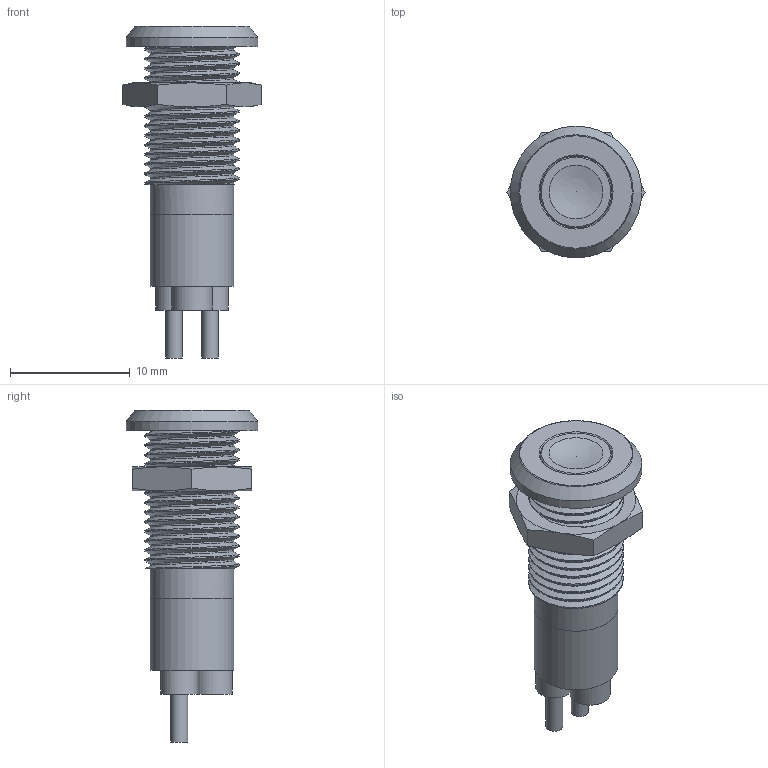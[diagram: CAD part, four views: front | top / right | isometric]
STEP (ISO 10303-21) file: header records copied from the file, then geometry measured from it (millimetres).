
FILE_DESCRIPTION(/* description */ (''),/* implementation_level */ '2;1');
FILE_NAME(/* name */ 'LED Mount v5.step',/* time_stamp */ '2023-03-23T15:00:12+11:00',/* author */ (''),/* organization */ (''),/* preprocessor_version */ 'ST-DEVELOPER v19.2',/* originating_system */ 'Autodesk Translation Framework v11.17.0.187',/* authorisation */ '');
FILE_SCHEMA (('AUTOMOTIVE_DESIGN { 1 0 10303 214 3 1 1 }'));
Length unit declared in the file: millimetre
Products named in the file (3): LED Mount; LED Mount_1; Washer
Assembly tree (2 placements, depth 3):
  LED Mount
    LED Mount_1
      Washer
Bounding box: 11.55 x 11 x 27.75 mm (x, y, z)
Volume: 718.2 mm3; surface area: 1627.3 mm2
Topology: 6 solids, 6 shells, 97 faces, 223 edges, 143 vertices
Faces by surface type: cylinder 51, plane 25, cone 15, bspline 5, torus 1
Full cylindrical faces by diameter (mm): 1.25 x1, 1.4 x2, 1.5 x2, 6 x2, 6.984 x4, 7 x2, 7.234 x1, 7.901 x8, 11 x1
Entity records: 5400 total; most frequent: CARTESIAN_POINT 3309, ORIENTED_EDGE 444, DIRECTION 362, EDGE_CURVE 222, AXIS2_PLACEMENT_3D 153, VERTEX_POINT 143, EDGE_LOOP 107, FACE_OUTER_BOUND 97
